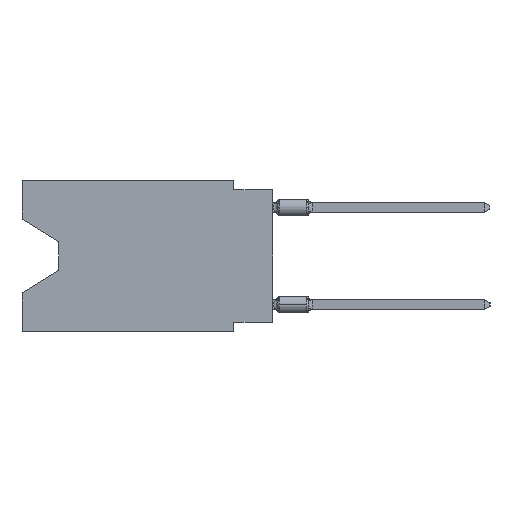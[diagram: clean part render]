
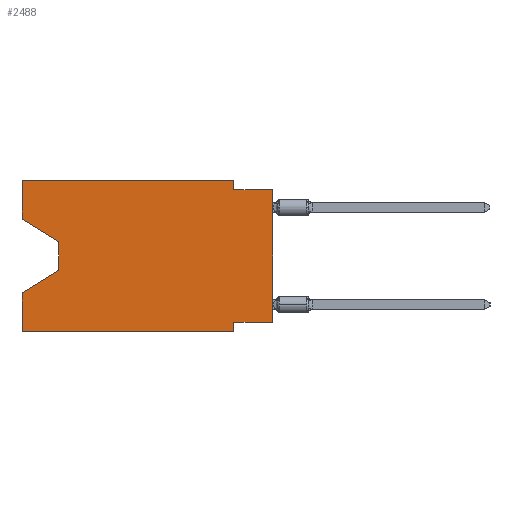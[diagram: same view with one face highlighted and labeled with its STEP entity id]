
A CAD part, left-side view. The second image highlights one B-rep face of the part: STEP entity #2488.
In plain terms, the highlighted planar face has unit normal (-1, 0, 0).
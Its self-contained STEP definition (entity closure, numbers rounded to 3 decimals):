
#19 = CARTESIAN_POINT ( 'NONE',  ( 0., 0., 0. ) ) ;
#104 = VECTOR ( 'NONE', #20137, 1000. ) ;
#677 = CARTESIAN_POINT ( 'NONE',  ( 0., 0., -9.271 ) ) ;
#1366 = DIRECTION ( 'NONE',  ( 0., 0.855, -0.519 ) ) ;
#1442 = ORIENTED_EDGE ( 'NONE', *, *, #13990, .T. ) ;
#1649 = VECTOR ( 'NONE', #2721, 1000. ) ;
#1697 = VERTEX_POINT ( 'NONE', #28357 ) ;
#1907 = CARTESIAN_POINT ( 'NONE',  ( 0., 16.383, -9.906 ) ) ;
#2258 = VERTEX_POINT ( 'NONE', #1907 ) ;
#2488 = ADVANCED_FACE ( 'NONE', ( #20682 ), #2863, .F. ) ;
#2603 = CARTESIAN_POINT ( 'NONE',  ( 0., 16.383, 0. ) ) ;
#2609 = AXIS2_PLACEMENT_3D ( 'NONE', #32571, #30742, #27952 ) ;
#2721 = DIRECTION ( 'NONE',  ( 0., -1., 0. ) ) ;
#2863 = PLANE ( 'NONE',  #2609 ) ;
#3368 = DIRECTION ( 'NONE',  ( 0., 0., -1. ) ) ;
#3675 = CARTESIAN_POINT ( 'NONE',  ( 0., 13.97, -5.893 ) ) ;
#3949 = CARTESIAN_POINT ( 'NONE',  ( 0., 16.383, 0. ) ) ;
#4391 = ORIENTED_EDGE ( 'NONE', *, *, #29286, .F. ) ;
#5014 = LINE ( 'NONE', #12928, #25020 ) ;
#5082 = CARTESIAN_POINT ( 'NONE',  ( 0., 13.97, -4.013 ) ) ;
#5203 = EDGE_CURVE ( 'NONE', #7916, #20848, #31651, .T. ) ;
#6568 = CARTESIAN_POINT ( 'NONE',  ( 0., 0., -9.271 ) ) ;
#7556 = CARTESIAN_POINT ( 'NONE',  ( 0., 2.54, -9.271 ) ) ;
#7561 = LINE ( 'NONE', #2603, #22262 ) ;
#7852 = ORIENTED_EDGE ( 'NONE', *, *, #13096, .F. ) ;
#7916 = VERTEX_POINT ( 'NONE', #677 ) ;
#7979 = LINE ( 'NONE', #25315, #10778 ) ;
#8016 = CARTESIAN_POINT ( 'NONE',  ( 0., 16.383, 0. ) ) ;
#8145 = CARTESIAN_POINT ( 'NONE',  ( 0., 16.383, 0. ) ) ;
#8154 = VERTEX_POINT ( 'NONE', #26744 ) ;
#8233 = CARTESIAN_POINT ( 'NONE',  ( 0., 16.383, -9.906 ) ) ;
#8662 = EDGE_CURVE ( 'NONE', #28893, #8154, #16379, .T. ) ;
#8819 = VERTEX_POINT ( 'NONE', #32361 ) ;
#9112 = ORIENTED_EDGE ( 'NONE', *, *, #32269, .T. ) ;
#9148 = EDGE_CURVE ( 'NONE', #2258, #8154, #10888, .T. ) ;
#9201 = DIRECTION ( 'NONE',  ( 0., 1., 0. ) ) ;
#10715 = ORIENTED_EDGE ( 'NONE', *, *, #28834, .T. ) ;
#10778 = VECTOR ( 'NONE', #17567, 1000. ) ;
#10888 = LINE ( 'NONE', #3949, #15744 ) ;
#11599 = EDGE_LOOP ( 'NONE', ( #9112, #1442, #27658, #13892, #13848, #7852, #19961, #10715, #18276, #18536, #32089, #4391 ) ) ;
#11858 = VECTOR ( 'NONE', #20780, 1000. ) ;
#12340 = VERTEX_POINT ( 'NONE', #15998 ) ;
#12672 = DIRECTION ( 'NONE',  ( 0., 0., 1. ) ) ;
#12928 = CARTESIAN_POINT ( 'NONE',  ( 0., 16.383, -2.546 ) ) ;
#13096 = EDGE_CURVE ( 'NONE', #20848, #29343, #27619, .T. ) ;
#13136 = VERTEX_POINT ( 'NONE', #27469 ) ;
#13269 = LINE ( 'NONE', #8145, #1649 ) ;
#13848 = ORIENTED_EDGE ( 'NONE', *, *, #21675, .T. ) ;
#13892 = ORIENTED_EDGE ( 'NONE', *, *, #9148, .F. ) ;
#13990 = EDGE_CURVE ( 'NONE', #13136, #28893, #24574, .T. ) ;
#15141 = DIRECTION ( 'NONE',  ( 0., 0., -1. ) ) ;
#15744 = VECTOR ( 'NONE', #16338, 1000. ) ;
#15998 = CARTESIAN_POINT ( 'NONE',  ( 0., 2.54, 0. ) ) ;
#16338 = DIRECTION ( 'NONE',  ( 0., 0., 1. ) ) ;
#16379 = LINE ( 'NONE', #3675, #24399 ) ;
#17459 = VERTEX_POINT ( 'NONE', #25880 ) ;
#17567 = DIRECTION ( 'NONE',  ( 0., -1., 0. ) ) ;
#17792 = CARTESIAN_POINT ( 'NONE',  ( 0., 2.54, -9.906 ) ) ;
#17945 = VECTOR ( 'NONE', #22497, 1000. ) ;
#17978 = VECTOR ( 'NONE', #9201, 1000. ) ;
#18276 = ORIENTED_EDGE ( 'NONE', *, *, #32283, .F. ) ;
#18536 = ORIENTED_EDGE ( 'NONE', *, *, #26858, .F. ) ;
#19711 = EDGE_CURVE ( 'NONE', #31847, #12340, #13269, .T. ) ;
#19961 = ORIENTED_EDGE ( 'NONE', *, *, #5203, .F. ) ;
#20137 = DIRECTION ( 'NONE',  ( 0., 0., 1. ) ) ;
#20682 = FACE_OUTER_BOUND ( 'NONE', #11599, .T. ) ;
#20780 = DIRECTION ( 'NONE',  ( 0., -1., 0. ) ) ;
#20848 = VERTEX_POINT ( 'NONE', #7556 ) ;
#21195 = LINE ( 'NONE', #23503, #23185 ) ;
#21675 = EDGE_CURVE ( 'NONE', #2258, #29343, #30366, .T. ) ;
#22262 = VECTOR ( 'NONE', #12672, 1000. ) ;
#22497 = DIRECTION ( 'NONE',  ( 0., 0., -1. ) ) ;
#23185 = VECTOR ( 'NONE', #3368, 1000. ) ;
#23503 = CARTESIAN_POINT ( 'NONE',  ( 0., 2.54, 0. ) ) ;
#24399 = VECTOR ( 'NONE', #1366, 1000. ) ;
#24574 = LINE ( 'NONE', #5082, #26087 ) ;
#24940 = LINE ( 'NONE', #19, #104 ) ;
#24994 = DIRECTION ( 'NONE',  ( 0., -0.855, -0.519 ) ) ;
#25020 = VECTOR ( 'NONE', #24994, 1000. ) ;
#25315 = CARTESIAN_POINT ( 'NONE',  ( 0., 0., -0.635 ) ) ;
#25455 = CARTESIAN_POINT ( 'NONE',  ( 0., 2.54, -9.906 ) ) ;
#25880 = CARTESIAN_POINT ( 'NONE',  ( 0., 16.383, -2.546 ) ) ;
#26087 = VECTOR ( 'NONE', #15141, 1000. ) ;
#26744 = CARTESIAN_POINT ( 'NONE',  ( 0., 16.383, -7.36 ) ) ;
#26858 = EDGE_CURVE ( 'NONE', #12340, #1697, #21195, .T. ) ;
#27469 = CARTESIAN_POINT ( 'NONE',  ( 0., 13.97, -4.013 ) ) ;
#27619 = LINE ( 'NONE', #25455, #17945 ) ;
#27658 = ORIENTED_EDGE ( 'NONE', *, *, #8662, .T. ) ;
#27952 = DIRECTION ( 'NONE',  ( 0., 0., -1. ) ) ;
#28357 = CARTESIAN_POINT ( 'NONE',  ( 0., 2.54, -0.635 ) ) ;
#28834 = EDGE_CURVE ( 'NONE', #7916, #8819, #24940, .T. ) ;
#28893 = VERTEX_POINT ( 'NONE', #32516 ) ;
#29286 = EDGE_CURVE ( 'NONE', #17459, #31847, #7561, .T. ) ;
#29343 = VERTEX_POINT ( 'NONE', #17792 ) ;
#30366 = LINE ( 'NONE', #8233, #11858 ) ;
#30742 = DIRECTION ( 'NONE',  ( 1., 0., 0. ) ) ;
#31651 = LINE ( 'NONE', #6568, #17978 ) ;
#31847 = VERTEX_POINT ( 'NONE', #8016 ) ;
#32089 = ORIENTED_EDGE ( 'NONE', *, *, #19711, .F. ) ;
#32269 = EDGE_CURVE ( 'NONE', #17459, #13136, #5014, .T. ) ;
#32283 = EDGE_CURVE ( 'NONE', #1697, #8819, #7979, .T. ) ;
#32361 = CARTESIAN_POINT ( 'NONE',  ( 0., 0., -0.635 ) ) ;
#32516 = CARTESIAN_POINT ( 'NONE',  ( 0., 13.97, -5.893 ) ) ;
#32571 = CARTESIAN_POINT ( 'NONE',  ( 0., 16.383, 0. ) ) ;
